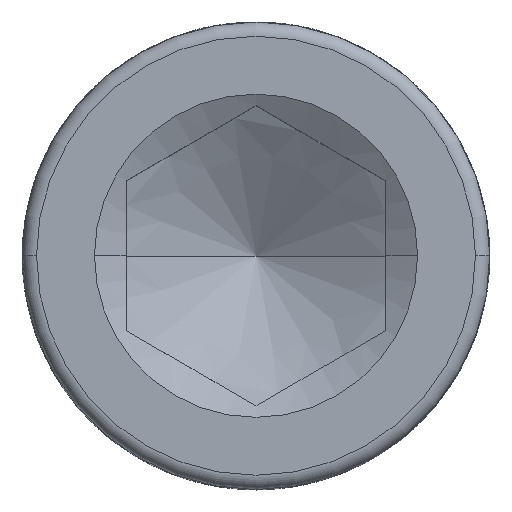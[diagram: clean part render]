
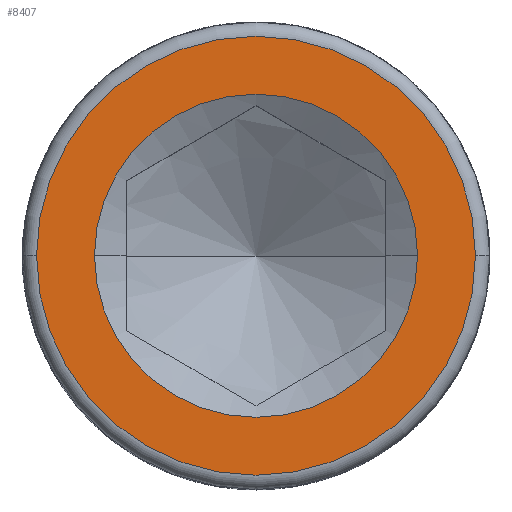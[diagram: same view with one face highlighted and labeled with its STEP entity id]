
A CAD part, top view. The second image highlights one B-rep face of the part: STEP entity #8407.
In plain terms, the highlighted planar face has unit normal (0, 0, 1).
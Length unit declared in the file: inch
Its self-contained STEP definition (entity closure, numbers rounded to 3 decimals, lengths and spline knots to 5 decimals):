
#194 = CARTESIAN_POINT ( 'NONE',  ( -0.06601, 0., 0.543 ) ) ;
#684 = DIRECTION ( 'NONE',  ( 0., 0., 1. ) ) ;
#1029 = CARTESIAN_POINT ( 'NONE',  ( 0., 0., 0.543 ) ) ;
#1553 = VERTEX_POINT ( 'NONE', #11335 ) ;
#1684 = EDGE_LOOP ( 'NONE', ( #12992, #6169 ) ) ;
#1925 = CIRCLE ( 'NONE', #4427, 0.06601 ) ;
#2704 = VERTEX_POINT ( 'NONE', #3075 ) ;
#2797 = DIRECTION ( 'NONE',  ( -1., 0., 0. ) ) ;
#3075 = CARTESIAN_POINT ( 'NONE',  ( -0.04859, 0., 0.543 ) ) ;
#3718 = DIRECTION ( 'NONE',  ( 1., 0., 0. ) ) ;
#3863 = DIRECTION ( 'NONE',  ( 0., 0., 1. ) ) ;
#3934 = EDGE_CURVE ( 'NONE', #12884, #7128, #1925, .T. ) ;
#3945 = CARTESIAN_POINT ( 'NONE',  ( 0., 0., 0.543 ) ) ;
#4159 = FACE_BOUND ( 'NONE', #1684, .T. ) ;
#4359 = CIRCLE ( 'NONE', #10483, 0.04859 ) ;
#4377 = DIRECTION ( 'NONE',  ( 1., 0., 0. ) ) ;
#4427 = AXIS2_PLACEMENT_3D ( 'NONE', #3945, #6258, #2797 ) ;
#4703 = DIRECTION ( 'NONE',  ( 0., 0., -1. ) ) ;
#4788 = ORIENTED_EDGE ( 'NONE', *, *, #9147, .F. ) ;
#4965 = CIRCLE ( 'NONE', #10772, 0.04859 ) ;
#5653 = ORIENTED_EDGE ( 'NONE', *, *, #3934, .F. ) ;
#5788 = EDGE_CURVE ( 'NONE', #1553, #2704, #4965, .T. ) ;
#6169 = ORIENTED_EDGE ( 'NONE', *, *, #8064, .F. ) ;
#6258 = DIRECTION ( 'NONE',  ( 0., 0., -1. ) ) ;
#6425 = PLANE ( 'NONE',  #9998 ) ;
#6454 = CARTESIAN_POINT ( 'NONE',  ( 0., 0., 0.543 ) ) ;
#7128 = VERTEX_POINT ( 'NONE', #9058 ) ;
#7620 = DIRECTION ( 'NONE',  ( 0., 0., 1. ) ) ;
#8064 = EDGE_CURVE ( 'NONE', #2704, #1553, #4359, .T. ) ;
#8089 = CIRCLE ( 'NONE', #9326, 0.06601 ) ;
#8283 = CARTESIAN_POINT ( 'NONE',  ( 0., 0., 0.543 ) ) ;
#8407 = ADVANCED_FACE ( 'NONE', ( #4159, #13359 ), #6425, .T. ) ;
#9058 = CARTESIAN_POINT ( 'NONE',  ( 0.06601, 0., 0.543 ) ) ;
#9147 = EDGE_CURVE ( 'NONE', #7128, #12884, #8089, .T. ) ;
#9326 = AXIS2_PLACEMENT_3D ( 'NONE', #1029, #4703, #13829 ) ;
#9998 = AXIS2_PLACEMENT_3D ( 'NONE', #14497, #684, #4377 ) ;
#10483 = AXIS2_PLACEMENT_3D ( 'NONE', #8283, #3863, #3718 ) ;
#10772 = AXIS2_PLACEMENT_3D ( 'NONE', #6454, #7620, #13428 ) ;
#11335 = CARTESIAN_POINT ( 'NONE',  ( 0.04859, 0., 0.543 ) ) ;
#11591 = EDGE_LOOP ( 'NONE', ( #5653, #4788 ) ) ;
#12884 = VERTEX_POINT ( 'NONE', #194 ) ;
#12992 = ORIENTED_EDGE ( 'NONE', *, *, #5788, .F. ) ;
#13359 = FACE_OUTER_BOUND ( 'NONE', #11591, .T. ) ;
#13428 = DIRECTION ( 'NONE',  ( 1., 0., 0. ) ) ;
#13829 = DIRECTION ( 'NONE',  ( -1., 0., 0. ) ) ;
#14497 = CARTESIAN_POINT ( 'NONE',  ( 0., 0.06601, 0.543 ) ) ;
